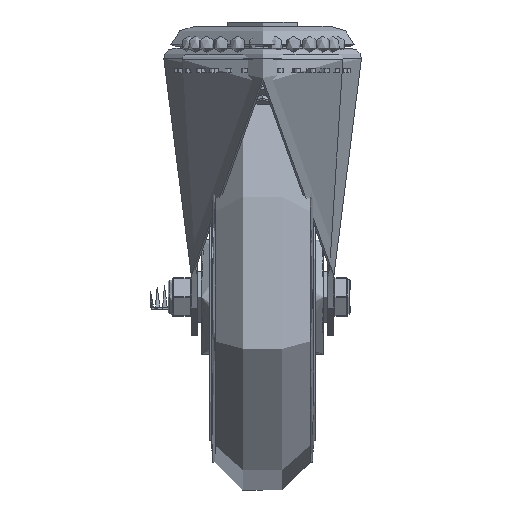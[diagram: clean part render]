
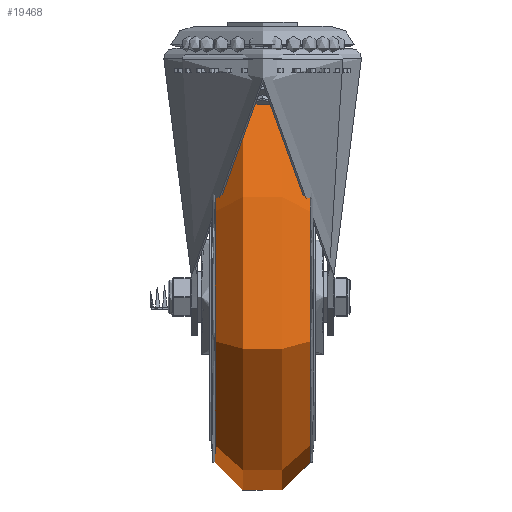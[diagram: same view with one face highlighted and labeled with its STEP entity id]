
A CAD part, left-side view. The second image highlights one B-rep face of the part: STEP entity #19468.
In plain terms, the highlighted toroidal (fillet/blend) face has major radius 75 mm and minor radius 25 mm.
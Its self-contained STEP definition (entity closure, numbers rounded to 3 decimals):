
#1896=TOROIDAL_SURFACE('',#21368,75.,25.);
#5525=FACE_OUTER_BOUND('',#6707,.T.);
#6707=EDGE_LOOP('',(#15612,#15613,#15614,#15615,#15616,#15617));
#7930=CIRCLE('',#21369,84.);
#7931=CIRCLE('',#21370,25.);
#7932=CIRCLE('',#21371,84.);
#7933=CIRCLE('',#21372,84.);
#7934=CIRCLE('',#21373,84.);
#9191=VERTEX_POINT('',#33452);
#9192=VERTEX_POINT('',#33453);
#9193=VERTEX_POINT('',#33455);
#9194=VERTEX_POINT('',#33457);
#11514=EDGE_CURVE('',#9191,#9192,#7930,.T.);
#11515=EDGE_CURVE('',#9192,#9193,#7931,.T.);
#11516=EDGE_CURVE('',#9193,#9194,#7932,.T.);
#11517=EDGE_CURVE('',#9194,#9193,#7933,.T.);
#11518=EDGE_CURVE('',#9192,#9191,#7934,.T.);
#15612=ORIENTED_EDGE('',*,*,#11514,.T.);
#15613=ORIENTED_EDGE('',*,*,#11515,.T.);
#15614=ORIENTED_EDGE('',*,*,#11516,.T.);
#15615=ORIENTED_EDGE('',*,*,#11517,.T.);
#15616=ORIENTED_EDGE('',*,*,#11515,.F.);
#15617=ORIENTED_EDGE('',*,*,#11518,.T.);
#19468=ADVANCED_FACE('',(#5525),#1896,.T.);
#21368=AXIS2_PLACEMENT_3D('',#33451,#24877,#24878);
#21369=AXIS2_PLACEMENT_3D('',#33454,#24879,#24880);
#21370=AXIS2_PLACEMENT_3D('',#33456,#24881,#24882);
#21371=AXIS2_PLACEMENT_3D('',#33458,#24883,#24884);
#21372=AXIS2_PLACEMENT_3D('',#33459,#24885,#24886);
#21373=AXIS2_PLACEMENT_3D('',#33460,#24887,#24888);
#24877=DIRECTION('center_axis',(0.,1.,0.));
#24878=DIRECTION('ref_axis',(0.,0.,
-1.));
#24879=DIRECTION('center_axis',(0.,-1.,0.));
#24880=DIRECTION('ref_axis',(0.,0.,
1.));
#24881=DIRECTION('center_axis',(1.,0.,0.));
#24882=DIRECTION('ref_axis',(0.,0.,
1.));
#24883=DIRECTION('center_axis',(0.,1.,0.));
#24884=DIRECTION('ref_axis',(0.,0.,
1.));
#24885=DIRECTION('center_axis',(0.,1.,0.));
#24886=DIRECTION('ref_axis',(0.,0.,
1.));
#24887=DIRECTION('center_axis',(0.,-1.,0.));
#24888=DIRECTION('ref_axis',(0.,0.,
1.));
#33451=CARTESIAN_POINT('Origin',(0.,0.,
0.));
#33452=CARTESIAN_POINT('',(0.,23.324,-84.));
#33453=CARTESIAN_POINT('',(0.,23.324,84.));
#33454=CARTESIAN_POINT('Origin',(0.,23.324,
0.));
#33455=CARTESIAN_POINT('',(0.,-23.324,84.));
#33456=CARTESIAN_POINT('Origin',(0.,0.,
75.));
#33457=CARTESIAN_POINT('',(0.,-23.324,-84.));
#33458=CARTESIAN_POINT('Origin',(0.,-23.324,
0.));
#33459=CARTESIAN_POINT('Origin',(0.,-23.324,
0.));
#33460=CARTESIAN_POINT('Origin',(0.,23.324,
0.));
